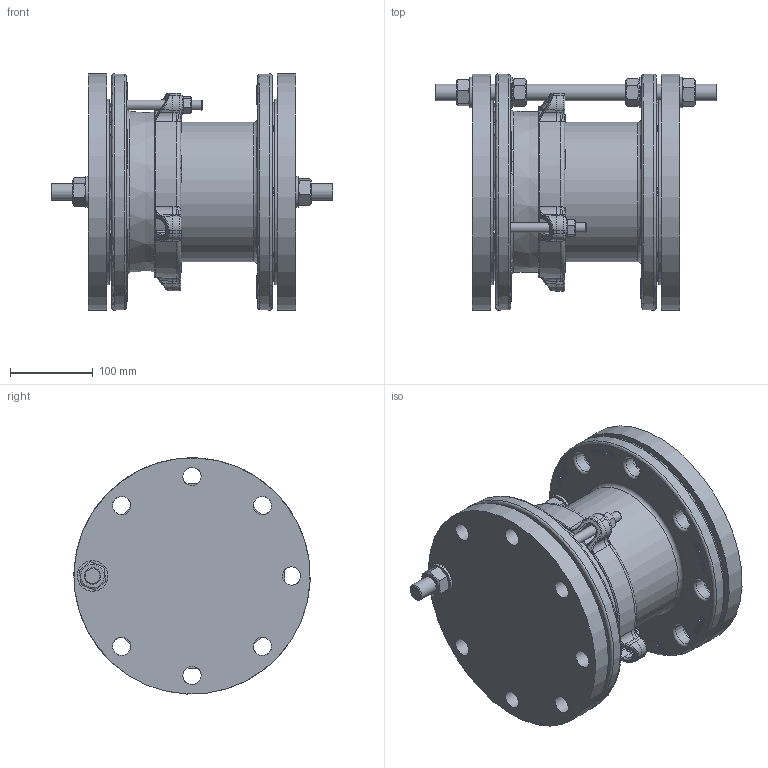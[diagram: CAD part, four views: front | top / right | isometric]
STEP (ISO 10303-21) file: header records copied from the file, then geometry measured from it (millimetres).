
FILE_DESCRIPTION(/* description */ ('PAS-10-CAST-DN150-PN10-16'),/* implementation_level */ '2;1');
FILE_NAME(/* name */ 'PAS-10-CAST-DN150-PN10-16.stp',/* time_stamp */ '2017-11-01T16:02:50+01:00',/* author */ ('HP-620 op ssd'),/* organization */ (''),/* preprocessor_version */ 'ST-DEVELOPER v16.5',/* originating_system */ 'Autodesk Inventor 2017',/* authorisation */ '');
FILE_SCHEMA (('AUTOMOTIVE_DESIGN { 1 0 10303 214 3 1 1 }'));
Products named in the file (13): PAS-10-CAST-DN150-PN10-16; 13000546; DN150-PN10_16 RF-Fpiece; 13000536; 13005xx7; Nut-M12-ST 8-HDG; Washer-M12-DIN125A-HDG-0001; 13000018; Nut-M20-ST 8-HDG; Washer-M20-DIN 125A-HDG-0001; Tierod-M20x340-8.8-HDG-0001; DIN 2527 Blank Flange Type B - PN 16 B 150 ND 16; ISO 7483 Non-metalic Flat Gasket Inside Bolt Circle - PN 16-M150-3
Assembly tree (20 placements, depth 2):
  PAS-10-CAST-DN150-PN10-16
    13000546
    DN150-PN10_16 RF-Fpiece
    13000536
    13005xx7
    Nut-M12-ST 8-HDG
    Washer-M12-DIN125A-HDG-0001
    13000018
    Nut-M20-ST 8-HDG  x4
    Washer-M20-DIN 125A-HDG-0001  x4
    Tierod-M20x340-8.8-HDG-0001
    DIN 2527 Blank Flange Type B - PN 16 B 150 ND 16  x2
    ISO 7483 Non-metalic Flat Gasket Inside Bolt Circle - PN 16-M150-3  x2
Bounding box: 340 x 284.86 x 284.78 mm (x, y, z)
Volume: 5393487.9 mm3; surface area: 972051 mm2
Topology: 20 solids, 20 shells, 2796 faces, 7445 edges, 4854 vertices
Faces by surface type: plane 1304, bspline 1113, cylinder 129, torus 127, cone 115, sphere 8
Full cylindrical faces by diameter (mm): 10.106 x1, 11.053 x1, 12 x1, 14 x1, 17.2 x1, 17.294 x4, 20 x1, 21 x4, 22 x16, 24 x1, 37 x4, 150 x1, 156.3 x1, 168.3 x2, 169 x2, 173.3 x1, 224 x2, 285 x2
Entity records: 108248 total; most frequent: CARTESIAN_POINT 45069, ORIENTED_EDGE 14372, DIRECTION 8844, EDGE_CURVE 7186, VERTEX_POINT 4741, LINE 4132, VECTOR 4132, EDGE_LOOP 3073
